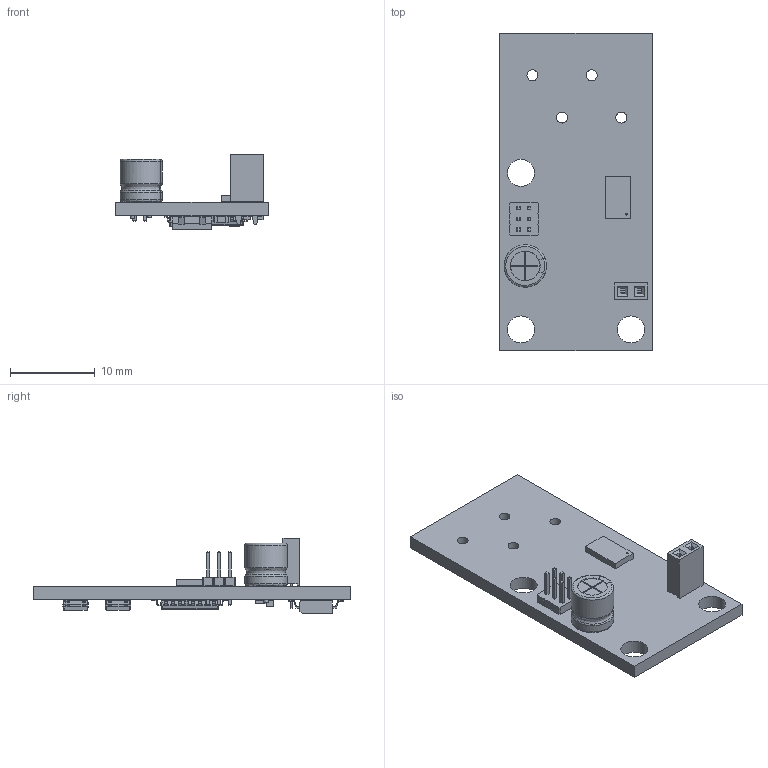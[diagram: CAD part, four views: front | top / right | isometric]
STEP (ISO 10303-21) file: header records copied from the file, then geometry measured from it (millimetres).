
FILE_DESCRIPTION(('KiCad electronic assembly'),'2;1');
FILE_NAME('timer.step','2024-04-25T13:25:12',('Pcbnew'),('Kicad'), 'Open CASCADE STEP processor 7.7','KiCad to STEP converter','Unknown' );
FILE_SCHEMA(('AUTOMOTIVE_DESIGN { 1 0 10303 214 1 1 1 1 }'));
Length unit declared in the file: millimetre
Products named in the file (20): timer 1; CP_Radial_D5.0mm_P2.00mm; CP_Radial_D50mm_P200mm; LGA-8_3x5mm_P1.25mm; LGA_8_3x5mm_P125mm; PinHeader_2x03_P1.27mm_Vertical; PinHeader_2x03_P127mm_Vertical; PinSocket_1x02_P2.00mm_Vertical; PinSocket_1x02_P200mm_Vertical; SOT-23; SOT_23; TQFP-32_7x7mm_P0.8mm; TQFP_32_7x7mm_P08mm; TO-269AA; L_0603_1608Metric; R_0603_1608Metric; timer_PCB
Assembly tree (22 placements, depth 3):
  timer 1
    CP_Radial_D5.0mm_P2.00mm
      CP_Radial_D50mm_P200mm
    LGA-8_3x5mm_P1.25mm
      LGA_8_3x5mm_P125mm
    PinHeader_2x03_P1.27mm_Vertical
      PinHeader_2x03_P127mm_Vertical
    PinSocket_1x02_P2.00mm_Vertical
      PinSocket_1x02_P200mm_Vertical
    SOT-23  x3
      SOT_23
    TQFP-32_7x7mm_P0.8mm
      TQFP_32_7x7mm_P08mm
    TO-269AA
      TO-269AA
    L_0603_1608Metric
      L_0603_1608Metric
    R_0603_1608Metric  x2
      R_0603_1608Metric
    timer_PCB
Bounding box: 18 x 37.5 x 8.93 mm (x, y, z)
Volume: 1281.1 mm3; surface area: 2279.8 mm2
Topology: 13 solids, 14 shells, 1208 faces, 3078 edges, 1931 vertices
Faces by surface type: plane 825, cylinder 225, bspline 151, revolution 5, torus 2
Full cylindrical faces by diameter (mm): 0.2 x1, 0.5 x3, 0.65 x6, 0.8 x4, 1.3 x4, 3.2 x3
Entity records: 41808 total; most frequent: CARTESIAN_POINT 9546, ORIENTED_EDGE 5300, DIRECTION 4855, EDGE_CURVE 2650, LINE 2134, VECTOR 2134, VERTEX_POINT 1675, AXIS2_PLACEMENT_3D 1358
